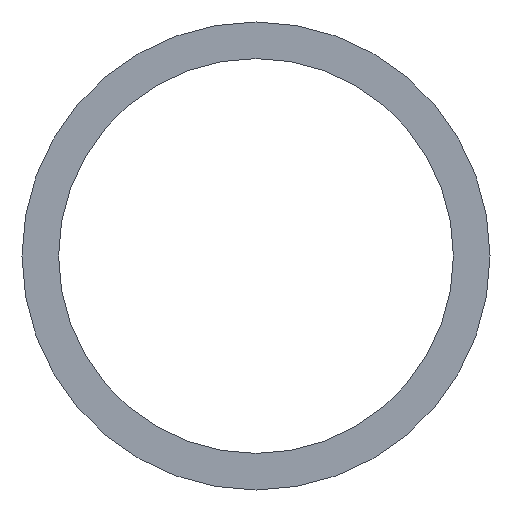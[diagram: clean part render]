
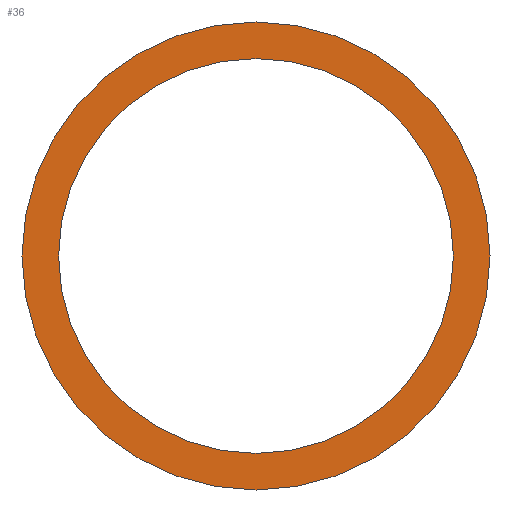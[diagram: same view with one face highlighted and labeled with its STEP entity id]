
A CAD part, front view. The second image highlights one B-rep face of the part: STEP entity #36.
In plain terms, the highlighted planar face has unit normal (0, -1, 0).
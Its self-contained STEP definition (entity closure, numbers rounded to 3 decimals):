
#4 = CARTESIAN_POINT ( 'NONE',  ( 0., 0., 0. ) ) ;
#5 = AXIS2_PLACEMENT_3D ( 'NONE', #181, #120, #56 ) ;
#7 = DIRECTION ( 'NONE',  ( 0., 1., 0. ) ) ;
#9 = CARTESIAN_POINT ( 'NONE',  ( 0., 0., 0. ) ) ;
#10 = DIRECTION ( 'NONE',  ( 0., 0., 1. ) ) ;
#24 = AXIS2_PLACEMENT_3D ( 'NONE', #53, #179, #10 ) ;
#36 = ADVANCED_FACE ( 'NONE', ( #190, #102 ), #193, .F. ) ;
#52 = AXIS2_PLACEMENT_3D ( 'NONE', #234, #7, #65 ) ;
#53 = CARTESIAN_POINT ( 'NONE',  ( 0., 0., 0. ) ) ;
#56 = DIRECTION ( 'NONE',  ( 0., 0., 1. ) ) ;
#65 = DIRECTION ( 'NONE',  ( 0., 0., 1. ) ) ;
#66 = CARTESIAN_POINT ( 'NONE',  ( 0., 0., 16. ) ) ;
#77 = EDGE_CURVE ( 'NONE', #117, #109, #208, .T. ) ;
#79 = VERTEX_POINT ( 'NONE', #178 ) ;
#80 = CIRCLE ( 'NONE', #5, 16. ) ;
#90 = DIRECTION ( 'NONE',  ( 0., 1., 0. ) ) ;
#92 = VERTEX_POINT ( 'NONE', #66 ) ;
#102 = FACE_BOUND ( 'NONE', #231, .T. ) ;
#109 = VERTEX_POINT ( 'NONE', #236 ) ;
#111 = ORIENTED_EDGE ( 'NONE', *, *, #152, .T. ) ;
#117 = VERTEX_POINT ( 'NONE', #194 ) ;
#120 = DIRECTION ( 'NONE',  ( 0., 1., 0. ) ) ;
#140 = DIRECTION ( 'NONE',  ( 0., 0., 1. ) ) ;
#152 = EDGE_CURVE ( 'NONE', #109, #117, #173, .T. ) ;
#154 = AXIS2_PLACEMENT_3D ( 'NONE', #4, #161, #140 ) ;
#161 = DIRECTION ( 'NONE',  ( 0., 1., 0. ) ) ;
#173 = CIRCLE ( 'NONE', #24, 13.5 ) ;
#178 = CARTESIAN_POINT ( 'NONE',  ( 0., 0., -16. ) ) ;
#179 = DIRECTION ( 'NONE',  ( 0., 1., 0. ) ) ;
#181 = CARTESIAN_POINT ( 'NONE',  ( 0., 0., 0. ) ) ;
#186 = ORIENTED_EDGE ( 'NONE', *, *, #77, .T. ) ;
#189 = CIRCLE ( 'NONE', #202, 16. ) ;
#190 = FACE_OUTER_BOUND ( 'NONE', #243, .T. ) ;
#193 = PLANE ( 'NONE',  #52 ) ;
#194 = CARTESIAN_POINT ( 'NONE',  ( 0., 0., -13.5 ) ) ;
#202 = AXIS2_PLACEMENT_3D ( 'NONE', #9, #90, #218 ) ;
#208 = CIRCLE ( 'NONE', #154, 13.5 ) ;
#211 = EDGE_CURVE ( 'NONE', #79, #92, #189, .T. ) ;
#218 = DIRECTION ( 'NONE',  ( 0., 0., 1. ) ) ;
#225 = ORIENTED_EDGE ( 'NONE', *, *, #233, .F. ) ;
#231 = EDGE_LOOP ( 'NONE', ( #186, #111 ) ) ;
#233 = EDGE_CURVE ( 'NONE', #92, #79, #80, .T. ) ;
#234 = CARTESIAN_POINT ( 'NONE',  ( 0., 0., 0. ) ) ;
#236 = CARTESIAN_POINT ( 'NONE',  ( 0., 0., 13.5 ) ) ;
#243 = EDGE_LOOP ( 'NONE', ( #247, #225 ) ) ;
#247 = ORIENTED_EDGE ( 'NONE', *, *, #211, .F. ) ;
